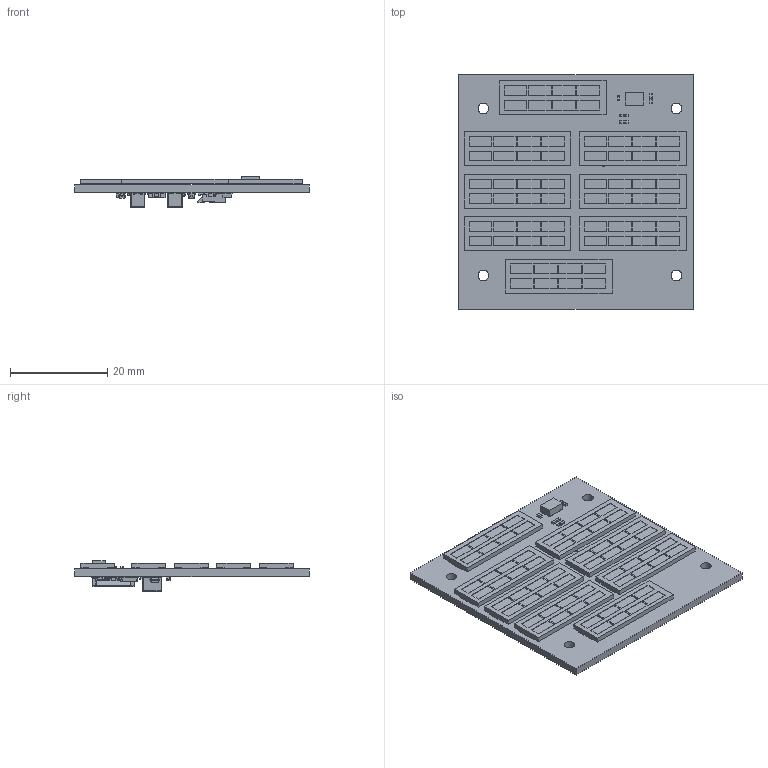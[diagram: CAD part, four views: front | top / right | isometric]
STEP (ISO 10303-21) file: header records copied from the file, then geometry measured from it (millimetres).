
FILE_DESCRIPTION(('KiCad electronic assembly'),'2;1');
FILE_NAME('SolarCellX_v3.step','2020-02-29T17:21:24',('An Author'),( 'A Company'),'Open CASCADE STEP processor 6.9', 'KiCad to STEP converter','Unknown');
FILE_SCHEMA(('AUTOMOTIVE_DESIGN { 1 0 10303 214 1 1 1 1 }'));
Length unit declared in the file: millimetre
Products named in the file (24): Open CASCADE STEP translator 6.9 1; SolarCell; COMPOUND; TSL2561; C_0603_1608Metric; SOLID; C_0402_1005Metric; D_SOD-523; BQ25570RGRR; R_0402_1005Metric; D_SOD-323; D_PowerDI-123; XF2M-1015-1A; L_Wuerth_MAPI-4030
Assembly tree (63 placements, depth 3):
  Open CASCADE STEP translator 6.9 1
    SolarCell  x8
      COMPOUND
    TSL2561
      COMPOUND
    C_0603_1608Metric  x4
      SOLID
    C_0402_1005Metric  x10
      SOLID
    D_SOD-523
      SOLID
    BQ25570RGRR
      COMPOUND
    R_0402_1005Metric  x19
      SOLID
    D_SOD-323  x2
      SOLID
    D_PowerDI-123  x2
      SOLID
    XF2M-1015-1A
      SOLID
    L_Wuerth_MAPI-4030  x2
      SOLID
    COMPOUND
Bounding box: 48.4 x 48.4 x 6.35 mm (x, y, z)
Volume: 5114.9 mm3; surface area: 8720.7 mm2
Topology: 79 solids, 79 shells, 2238 faces, 5692 edges, 3714 vertices
Faces by surface type: plane 1758, cylinder 390, bspline 82, sphere 8
Full cylindrical faces by diameter (mm): 0.438 x1, 0.5 x4, 2.2 x4
Entity records: 61466 total; most frequent: CARTESIAN_POINT 10690, DIRECTION 8963, LINE 6674, VECTOR 6674, ORIENTED_EDGE 4748, PCURVE 4748, DEFINITIONAL_REPRESENTATION 4748, EDGE_CURVE 2374
